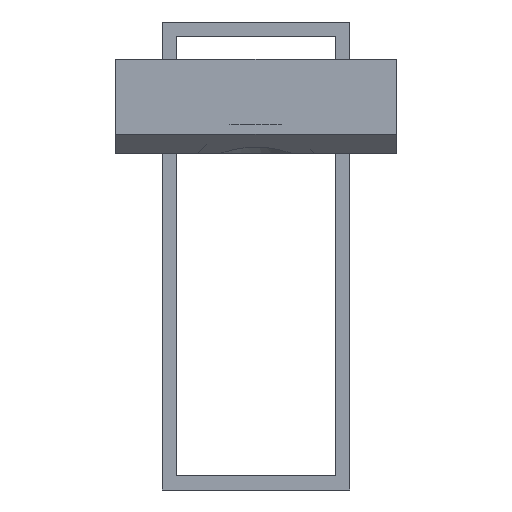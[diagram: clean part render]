
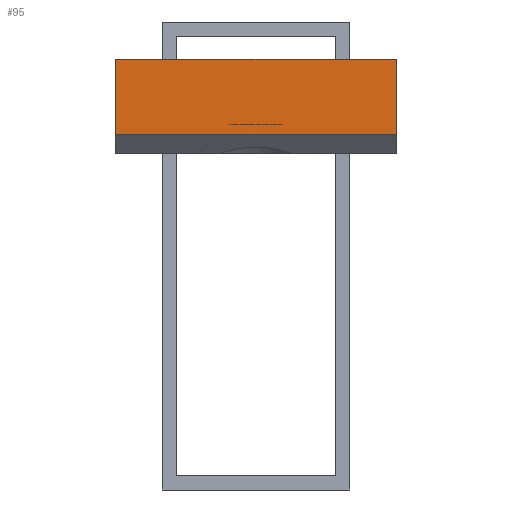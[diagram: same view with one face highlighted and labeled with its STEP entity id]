
A CAD part, left-side view. The second image highlights one B-rep face of the part: STEP entity #95.
In plain terms, the highlighted planar face has unit normal (-1, 0, 0).
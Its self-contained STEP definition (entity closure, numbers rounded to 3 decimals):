
#95=ADVANCED_FACE('',(#242),#243,.T.);
#242=FACE_OUTER_BOUND('',#498,.T.);
#243=PLANE('',#499);
#498=EDGE_LOOP('',(#778,#779,#780,#781));
#499=AXIS2_PLACEMENT_3D('',#782,#783,#784);
#778=ORIENTED_EDGE('',*,*,#1328,.F.);
#779=ORIENTED_EDGE('',*,*,#1329,.T.);
#780=ORIENTED_EDGE('',*,*,#1330,.T.);
#781=ORIENTED_EDGE('',*,*,#1331,.T.);
#782=CARTESIAN_POINT('',(-677.0,-15.,-14.0));
#783=DIRECTION('',(-1.0,0.0,0.));
#784=DIRECTION('',(0.0,1.0,0.0));
#1328=EDGE_CURVE('',#1570,#1571,#1572,.T.);
#1329=EDGE_CURVE('',#1570,#1573,#1574,.T.);
#1330=EDGE_CURVE('',#1573,#1575,#1576,.T.);
#1331=EDGE_CURVE('',#1575,#1571,#1577,.T.);
#1570=VERTEX_POINT('',#1927);
#1571=VERTEX_POINT('',#1928);
#1572=LINE('',#1929,#1930);
#1573=VERTEX_POINT('',#1931);
#1574=LINE('',#1932,#1933);
#1575=VERTEX_POINT('',#1934);
#1576=LINE('',#1935,#1936);
#1577=LINE('',#1937,#1938);
#1927=CARTESIAN_POINT('',(-677.0,15.,-12.0));
#1928=CARTESIAN_POINT('',(-677.0,15.,-4.0));
#1929=CARTESIAN_POINT('',(-677.0,15.,-14.0));
#1930=VECTOR('',#2340,1000.0);
#1931=CARTESIAN_POINT('',(-677.0,-15.,-12.0));
#1932=CARTESIAN_POINT('',(-677.0,-15.,-12.0));
#1933=VECTOR('',#2341,1000.0);
#1934=CARTESIAN_POINT('',(-677.0,-15.,-4.0));
#1935=CARTESIAN_POINT('',(-677.0,-15.,-14.0));
#1936=VECTOR('',#2342,1000.0);
#1937=CARTESIAN_POINT('',(-677.0,-15.,-4.0));
#1938=VECTOR('',#2343,1000.0);
#2340=DIRECTION('',(0.,0.0,1.0));
#2341=DIRECTION('',(0.0,-1.0,0.0));
#2342=DIRECTION('',(0.,0.0,1.0));
#2343=DIRECTION('',(0.0,1.0,0.0));
